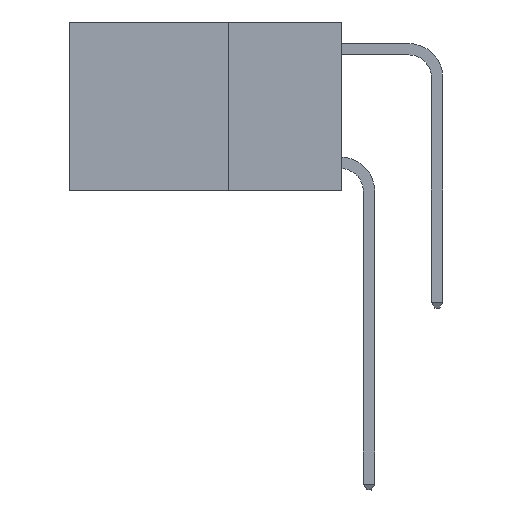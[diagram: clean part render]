
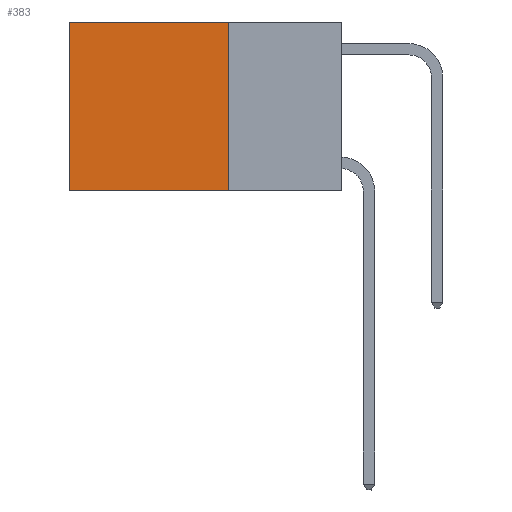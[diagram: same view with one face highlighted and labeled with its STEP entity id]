
A CAD part, left-side view. The second image highlights one B-rep face of the part: STEP entity #383.
In plain terms, the highlighted planar face has unit normal (-1, 0, 0).
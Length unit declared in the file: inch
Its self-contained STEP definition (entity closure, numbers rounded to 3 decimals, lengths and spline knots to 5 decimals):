
#283 = ORIENTED_EDGE ( 'NONE', *, *, #5474, .F. ) ;
#383 = ADVANCED_FACE ( 'NONE', ( #4099 ), #4813, .F. ) ;
#576 = CARTESIAN_POINT ( 'NONE',  ( 0.2625, 0.6, -0.37 ) ) ;
#1437 = EDGE_CURVE ( 'NONE', #5615, #12126, #3125, .T. ) ;
#1492 = CARTESIAN_POINT ( 'NONE',  ( 0.2625, 0.6, 0. ) ) ;
#2324 = ORIENTED_EDGE ( 'NONE', *, *, #9269, .T. ) ;
#2725 = AXIS2_PLACEMENT_3D ( 'NONE', #6565, #3769, #11299 ) ;
#2979 = LINE ( 'NONE', #12069, #4027 ) ;
#2986 = EDGE_LOOP ( 'NONE', ( #2324, #283, #11545, #5763 ) ) ;
#3125 = LINE ( 'NONE', #5487, #4337 ) ;
#3769 = DIRECTION ( 'NONE',  ( 1., 0., 0. ) ) ;
#3944 = VERTEX_POINT ( 'NONE', #7093 ) ;
#3974 = CARTESIAN_POINT ( 'NONE',  ( 0.2625, 0.25, -0.37 ) ) ;
#4027 = VECTOR ( 'NONE', #9315, 39.37008 ) ;
#4099 = FACE_OUTER_BOUND ( 'NONE', #2986, .T. ) ;
#4337 = VECTOR ( 'NONE', #10022, 39.37008 ) ;
#4381 = EDGE_CURVE ( 'NONE', #5615, #3944, #11005, .T. ) ;
#4813 = PLANE ( 'NONE',  #2725 ) ;
#5187 = LINE ( 'NONE', #3974, #8249 ) ;
#5335 = VECTOR ( 'NONE', #10695, 39.37008 ) ;
#5360 = CARTESIAN_POINT ( 'NONE',  ( 0.2625, 0.25, 0. ) ) ;
#5474 = EDGE_CURVE ( 'NONE', #3944, #8600, #5187, .T. ) ;
#5487 = CARTESIAN_POINT ( 'NONE',  ( 0.2625, 0.25, 0. ) ) ;
#5615 = VERTEX_POINT ( 'NONE', #5360 ) ;
#5763 = ORIENTED_EDGE ( 'NONE', *, *, #1437, .T. ) ;
#6565 = CARTESIAN_POINT ( 'NONE',  ( 0.2625, 0.25, 0. ) ) ;
#7093 = CARTESIAN_POINT ( 'NONE',  ( 0.2625, 0.25, -0.37 ) ) ;
#8249 = VECTOR ( 'NONE', #10527, 39.37008 ) ;
#8600 = VERTEX_POINT ( 'NONE', #576 ) ;
#9269 = EDGE_CURVE ( 'NONE', #12126, #8600, #2979, .T. ) ;
#9315 = DIRECTION ( 'NONE',  ( 0., 0., -1. ) ) ;
#10022 = DIRECTION ( 'NONE',  ( 0., 1., 0. ) ) ;
#10527 = DIRECTION ( 'NONE',  ( 0., 1., 0. ) ) ;
#10695 = DIRECTION ( 'NONE',  ( 0., 0., -1. ) ) ;
#11005 = LINE ( 'NONE', #11539, #5335 ) ;
#11299 = DIRECTION ( 'NONE',  ( 0., 0., -1. ) ) ;
#11539 = CARTESIAN_POINT ( 'NONE',  ( 0.2625, 0.25, 0. ) ) ;
#11545 = ORIENTED_EDGE ( 'NONE', *, *, #4381, .F. ) ;
#12069 = CARTESIAN_POINT ( 'NONE',  ( 0.2625, 0.6, 0. ) ) ;
#12126 = VERTEX_POINT ( 'NONE', #1492 ) ;
